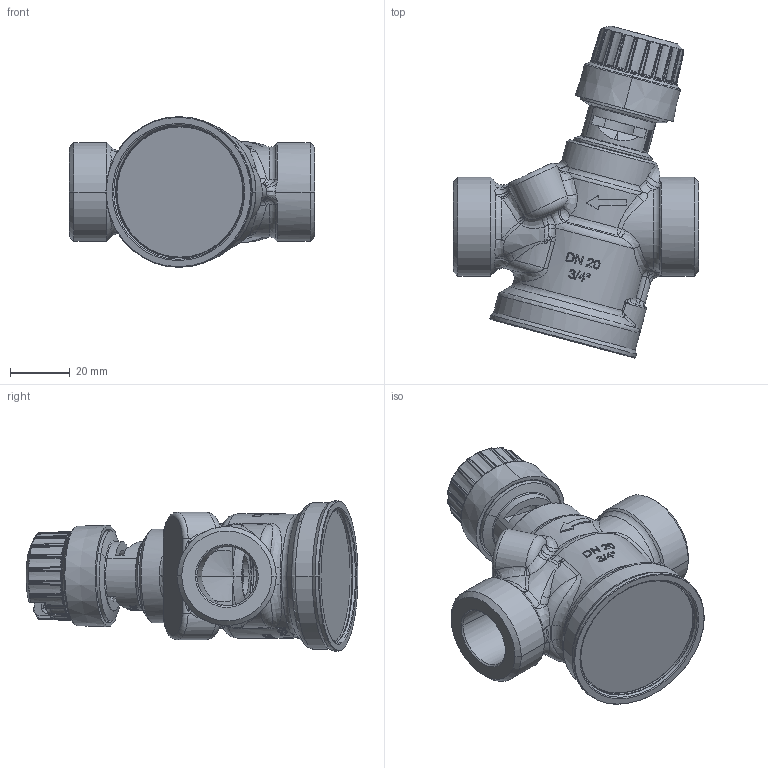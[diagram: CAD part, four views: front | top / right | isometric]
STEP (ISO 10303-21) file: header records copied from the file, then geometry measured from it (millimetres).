
FILE_DESCRIPTION((''),'2;1');
FILE_NAME('003Z8204_ASM_1_ASM','2019-08-19T',('U258099'),('Danfoss'),'CREO PARAMETRIC BY PTC INC, 2015480','CREO PARAMETRIC BY PTC INC, 2015480','');
FILE_SCHEMA(('CONFIG_CONTROL_DESIGN'));
Products named in the file (5): 89053110_1; 89053970_1_1; 89054040_MARKING_1; 89054360_1_1_2; 003Z8204_ASM_1_ASM
Assembly tree (4 placements, depth 2):
  003Z8204_ASM_1_ASM
    89053110_1
    89053970_1_1
    89054040_MARKING_1
    89054360_1_1_2
Bounding box: 82 x 111.04 x 50.4 mm (x, y, z)
Volume: 78603.3 mm3; surface area: 43712.9 mm2
Topology: 4 solids, 4 shells, 2721 faces, 7402 edges, 4775 vertices
Faces by surface type: bspline 1028, plane 508, extrusion 458, cylinder 329, torus 202, cone 136, sphere 60
Entity records: 129757 total; most frequent: CARTESIAN_POINT 70315, ORIENTED_EDGE 14688, DIRECTION 8368, EDGE_CURVE 7344, VERTEX_POINT 4775, B_SPLINE_CURVE_WITH_KNOTS 4026, AXIS2_PLACEMENT_3D 2890, EDGE_LOOP 2883
